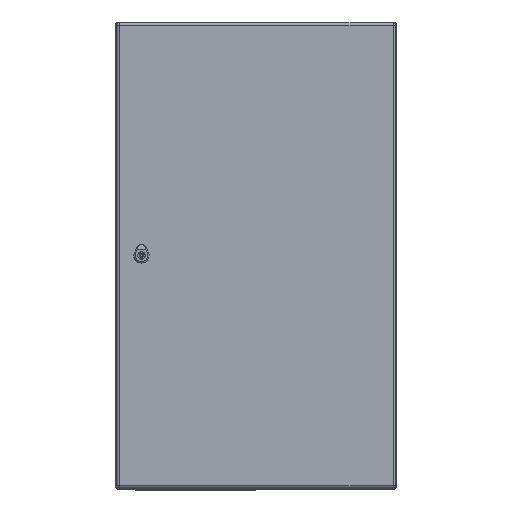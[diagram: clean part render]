
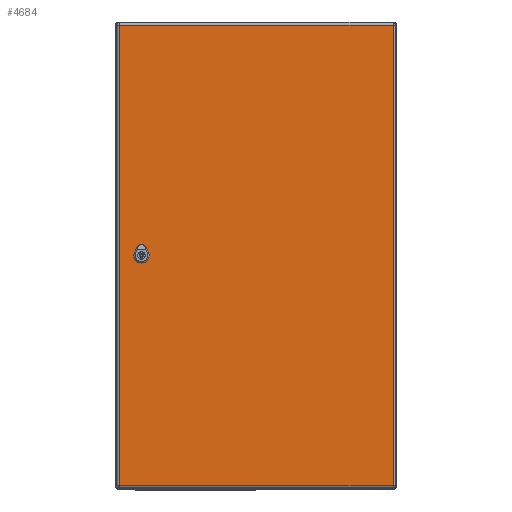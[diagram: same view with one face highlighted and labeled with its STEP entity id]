
A CAD part, top view. The second image highlights one B-rep face of the part: STEP entity #4684.
In plain terms, the highlighted face is planar.
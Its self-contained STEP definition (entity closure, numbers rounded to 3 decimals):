
#2850=FACE_BOUND('',#6739,.T.);
#2851=FACE_BOUND('',#6740,.T.);
#3968=CIRCLE('',#17497,11.25);
#3969=CIRCLE('',#17498,11.25);
#3970=CIRCLE('',#17499,11.25);
#3971=CIRCLE('',#17500,11.25);
#3972=CIRCLE('',#17501,0.4);
#3973=CIRCLE('',#17502,0.4);
#3974=CIRCLE('',#17503,0.4);
#3975=CIRCLE('',#17504,0.4);
#4684=ADVANCED_FACE('',(#2850,#2851),#5258,.F.);
#5258=PLANE('',#17505);
#6739=EDGE_LOOP('',(#9039,#9040,#9041,#9042,#9043,#9044,#9045,#9046));
#6740=EDGE_LOOP('',(#9047,#9048,#9049,#9050,#9051,#9052,#9053,#9054));
#9039=ORIENTED_EDGE('',*,*,#13795,.T.);
#9040=ORIENTED_EDGE('',*,*,#13796,.T.);
#9041=ORIENTED_EDGE('',*,*,#13797,.T.);
#9042=ORIENTED_EDGE('',*,*,#13798,.T.);
#9043=ORIENTED_EDGE('',*,*,#13799,.T.);
#9044=ORIENTED_EDGE('',*,*,#13800,.T.);
#9045=ORIENTED_EDGE('',*,*,#13801,.T.);
#9046=ORIENTED_EDGE('',*,*,#13802,.T.);
#9047=ORIENTED_EDGE('',*,*,#13803,.F.);
#9048=ORIENTED_EDGE('',*,*,#13804,.F.);
#9049=ORIENTED_EDGE('',*,*,#13805,.F.);
#9050=ORIENTED_EDGE('',*,*,#13806,.F.);
#9051=ORIENTED_EDGE('',*,*,#13807,.F.);
#9052=ORIENTED_EDGE('',*,*,#13808,.F.);
#9053=ORIENTED_EDGE('',*,*,#13809,.F.);
#9054=ORIENTED_EDGE('',*,*,#13810,.F.);
#12159=VERTEX_POINT('',#24896);
#12160=VERTEX_POINT('',#24897);
#12161=VERTEX_POINT('',#24899);
#12162=VERTEX_POINT('',#24901);
#12163=VERTEX_POINT('',#24903);
#12164=VERTEX_POINT('',#24905);
#12165=VERTEX_POINT('',#24907);
#12166=VERTEX_POINT('',#24909);
#12167=VERTEX_POINT('',#24912);
#12168=VERTEX_POINT('',#24913);
#12169=VERTEX_POINT('',#24915);
#12170=VERTEX_POINT('',#24917);
#12171=VERTEX_POINT('',#24919);
#12172=VERTEX_POINT('',#24921);
#12173=VERTEX_POINT('',#24923);
#12174=VERTEX_POINT('',#24925);
#13795=EDGE_CURVE('',#12159,#12160,#15297,.T.);
#13796=EDGE_CURVE('',#12160,#12161,#3968,.T.);
#13797=EDGE_CURVE('',#12161,#12162,#15298,.T.);
#13798=EDGE_CURVE('',#12162,#12163,#3969,.T.);
#13799=EDGE_CURVE('',#12163,#12164,#15299,.T.);
#13800=EDGE_CURVE('',#12164,#12165,#3970,.T.);
#13801=EDGE_CURVE('',#12165,#12166,#15300,.T.);
#13802=EDGE_CURVE('',#12166,#12159,#3971,.T.);
#13803=EDGE_CURVE('',#12167,#12168,#3972,.T.);
#13804=EDGE_CURVE('',#12169,#12167,#15301,.T.);
#13805=EDGE_CURVE('',#12170,#12169,#3973,.T.);
#13806=EDGE_CURVE('',#12171,#12170,#15302,.T.);
#13807=EDGE_CURVE('',#12172,#12171,#3974,.T.);
#13808=EDGE_CURVE('',#12173,#12172,#15303,.T.);
#13809=EDGE_CURVE('',#12174,#12173,#3975,.T.);
#13810=EDGE_CURVE('',#12168,#12174,#15304,.T.);
#15297=LINE('',#24895,#16175);
#15298=LINE('',#24900,#16176);
#15299=LINE('',#24904,#16177);
#15300=LINE('',#24908,#16178);
#15301=LINE('',#24914,#16179);
#15302=LINE('',#24918,#16180);
#15303=LINE('',#24922,#16181);
#15304=LINE('',#24926,#16182);
#16175=VECTOR('',#20447,1.);
#16176=VECTOR('',#20450,1.);
#16177=VECTOR('',#20453,1.);
#16178=VECTOR('',#20456,1.);
#16179=VECTOR('',#20461,1.);
#16180=VECTOR('',#20464,1.);
#16181=VECTOR('',#20467,1.);
#16182=VECTOR('',#20470,1.);
#17497=AXIS2_PLACEMENT_3D('',#24898,#20448,#20449);
#17498=AXIS2_PLACEMENT_3D('',#24902,#20451,#20452);
#17499=AXIS2_PLACEMENT_3D('',#24906,#20454,#20455);
#17500=AXIS2_PLACEMENT_3D('',#24910,#20457,#20458);
#17501=AXIS2_PLACEMENT_3D('',#24911,#20459,#20460);
#17502=AXIS2_PLACEMENT_3D('',#24916,#20462,#20463);
#17503=AXIS2_PLACEMENT_3D('',#24920,#20465,#20466);
#17504=AXIS2_PLACEMENT_3D('',#24924,#20468,#20469);
#17505=AXIS2_PLACEMENT_3D('',#24927,#20471,#20472);
#20447=DIRECTION('',(-1.,0.,0.));
#20448=DIRECTION('',(0.,0.,1.));
#20449=DIRECTION('',(1.,0.,0.));
#20450=DIRECTION('',(0.,-1.,0.));
#20451=DIRECTION('',(0.,0.,1.));
#20452=DIRECTION('',(1.,0.,0.));
#20453=DIRECTION('',(1.,0.,0.));
#20454=DIRECTION('',(0.,0.,1.));
#20455=DIRECTION('',(1.,0.,0.));
#20456=DIRECTION('',(0.,1.,0.));
#20457=DIRECTION('',(0.,0.,1.));
#20458=DIRECTION('',(1.,0.,0.));
#20459=DIRECTION('',(0.,0.,1.));
#20460=DIRECTION('',(1.,0.,0.));
#20461=DIRECTION('',(0.,-1.,0.));
#20462=DIRECTION('',(0.,0.,1.));
#20463=DIRECTION('',(1.,0.,0.));
#20464=DIRECTION('',(-1.,0.,0.));
#20465=DIRECTION('',(0.,0.,1.));
#20466=DIRECTION('',(1.,0.,0.));
#20467=DIRECTION('',(0.,1.,0.));
#20468=DIRECTION('',(0.,0.,1.));
#20469=DIRECTION('',(1.,0.,0.));
#20470=DIRECTION('',(1.,0.,0.));
#20471=DIRECTION('',(0.,0.,1.));
#20472=DIRECTION('',(1.,0.,0.));
#24895=CARTESIAN_POINT('',(-293.35,10.2,0.));
#24896=CARTESIAN_POINT('',(250.596,10.2,0.));
#24897=CARTESIAN_POINT('',(241.104,10.2,0.));
#24898=CARTESIAN_POINT('',(245.85,0.,0.));
#24899=CARTESIAN_POINT('',(235.65,4.746,0.));
#24900=CARTESIAN_POINT('',(235.65,493.,0.));
#24901=CARTESIAN_POINT('',(235.65,-4.746,0.));
#24902=CARTESIAN_POINT('',(245.85,0.,0.));
#24903=CARTESIAN_POINT('',(241.104,-10.2,0.));
#24904=CARTESIAN_POINT('',(-293.35,-10.2,0.));
#24905=CARTESIAN_POINT('',(250.596,-10.2,0.));
#24906=CARTESIAN_POINT('',(245.85,0.,0.));
#24907=CARTESIAN_POINT('',(256.05,-4.746,0.));
#24908=CARTESIAN_POINT('',(256.05,493.,0.));
#24909=CARTESIAN_POINT('',(256.05,4.746,0.));
#24910=CARTESIAN_POINT('',(245.85,0.,0.));
#24911=CARTESIAN_POINT('',(-293.35,-493.,0.));
#24912=CARTESIAN_POINT('',(-293.75,-493.,0.));
#24913=CARTESIAN_POINT('',(-293.35,-493.4,0.));
#24914=CARTESIAN_POINT('',(-293.75,493.,0.));
#24915=CARTESIAN_POINT('',(-293.75,493.,0.));
#24916=CARTESIAN_POINT('',(-293.35,493.,0.));
#24917=CARTESIAN_POINT('',(-293.35,493.4,0.));
#24918=CARTESIAN_POINT('',(293.35,493.4,0.));
#24919=CARTESIAN_POINT('',(293.35,493.4,0.));
#24920=CARTESIAN_POINT('',(293.35,493.,0.));
#24921=CARTESIAN_POINT('',(293.75,493.,0.));
#24922=CARTESIAN_POINT('',(293.75,-493.,0.));
#24923=CARTESIAN_POINT('',(293.75,-493.,0.));
#24924=CARTESIAN_POINT('',(293.35,-493.,0.));
#24925=CARTESIAN_POINT('',(293.35,-493.4,0.));
#24926=CARTESIAN_POINT('',(-293.35,-493.4,0.));
#24927=CARTESIAN_POINT('',(-293.35,493.,0.));
